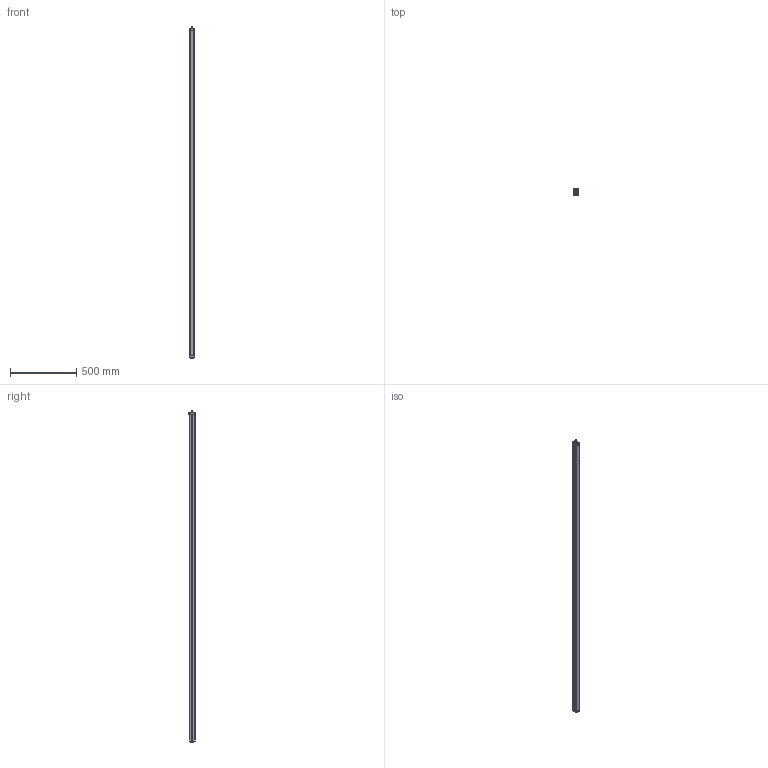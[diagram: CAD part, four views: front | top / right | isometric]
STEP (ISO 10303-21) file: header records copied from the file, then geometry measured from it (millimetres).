
FILE_DESCRIPTION((''),'2;1');
FILE_NAME('157334_SW','2011-03-03T',('banengservice'),('BANNER ENGINEERING'),'PRO/ENGINEER BY PARAMETRIC TECHNOLOGY CORPORATION, 2009141','PRO/ENGINEER BY PARAMETRIC TECHNOLOGY CORPORATION, 2009141','');
FILE_SCHEMA(('CONFIG_CONTROL_DESIGN'));
Length unit declared in the file: inch
Products named in the file (1): 157334_SW
Bounding box: 36 x 45.76 x 2502.71 mm (x, y, z)
Volume: 1543215.1 mm3; surface area: 916741.4 mm2
Topology: 2 solids, 2 shells, 788 faces, 2029 edges, 1267 vertices
Faces by surface type: cylinder 350, plane 340, sphere 40, torus 32, bspline 21, cone 5
Entity records: 31140 total; most frequent: CARTESIAN_POINT 11792, DIRECTION 4053, ORIENTED_EDGE 4018, EDGE_CURVE 2009, AXIS2_PLACEMENT_3D 1419, VERTEX_POINT 1267, VECTOR 1215, LINE 1215
